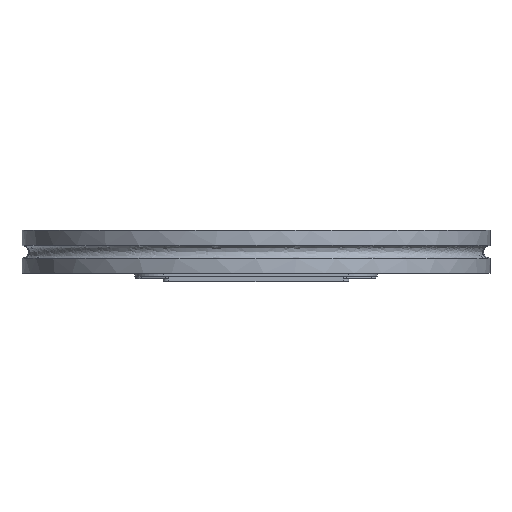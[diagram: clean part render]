
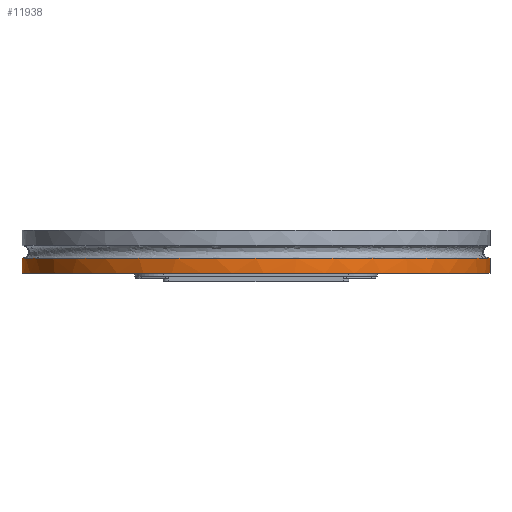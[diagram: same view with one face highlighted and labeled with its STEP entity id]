
A CAD part, front view. The second image highlights one B-rep face of the part: STEP entity #11938.
In plain terms, the highlighted cylindrical face has radius 65.024 mm (diameter 130.048 mm), a partial arc.
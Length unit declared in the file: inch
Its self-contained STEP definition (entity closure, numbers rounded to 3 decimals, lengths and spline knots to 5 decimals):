
#302 = CARTESIAN_POINT ( 'NONE',  ( -2.22165, -1.28295, 0.03 ) ) ;
#378 = CARTESIAN_POINT ( 'NONE',  ( 0.66376, -2.47812, 0.03 ) ) ;
#446 = CARTESIAN_POINT ( 'NONE',  ( 2.56, -0.16755, 0.03 ) ) ;
#1355 = EDGE_LOOP ( 'NONE', ( #14908, #10140, #18669, #6043 ) ) ;
#1511 = DIRECTION ( 'NONE',  ( 0., 0., -1. ) ) ;
#2098 = CARTESIAN_POINT ( 'NONE',  ( -1.92867, -1.69172, 0.03 ) ) ;
#2184 = CARTESIAN_POINT ( 'NONE',  ( 1.13447, -2.30101, 0.03 ) ) ;
#2439 = EDGE_CURVE ( 'NONE', #22171, #9050, #13305, .T. ) ;
#3662 = AXIS2_PLACEMENT_3D ( 'NONE', #10937, #12750, #12600 ) ;
#3842 = CARTESIAN_POINT ( 'NONE',  ( -2.56, 0., 0.03 ) ) ;
#3921 = CARTESIAN_POINT ( 'NONE',  ( -1.56157, -2.03548, 0.03 ) ) ;
#3994 = CARTESIAN_POINT ( 'NONE',  ( 1.56157, -2.03548, 0.03 ) ) ;
#4497 = DIRECTION ( 'NONE',  ( 0., 0., -1. ) ) ;
#4671 = CARTESIAN_POINT ( 'NONE',  ( 2.56, 0., 0.501 ) ) ;
#5087 = AXIS2_PLACEMENT_3D ( 'NONE', #15329, #4497, #17137 ) ;
#5591 = VERTEX_POINT ( 'NONE', #12863 ) ;
#5738 = CARTESIAN_POINT ( 'NONE',  ( -1.13447, -2.30101, 0.03 ) ) ;
#5819 = CARTESIAN_POINT ( 'NONE',  ( 1.92867, -1.69172, 0.03 ) ) ;
#6043 = ORIENTED_EDGE ( 'NONE', *, *, #10777, .T. ) ;
#6259 = EDGE_CURVE ( 'NONE', #5591, #17526, #9418, .T. ) ;
#6355 = CIRCLE ( 'NONE', #5087, 2.56 ) ;
#7587 = CARTESIAN_POINT ( 'NONE',  ( -0.66376, -2.47812, 0.03 ) ) ;
#7662 = CARTESIAN_POINT ( 'NONE',  ( 2.22165, -1.28295, 0.03 ) ) ;
#8805 = CARTESIAN_POINT ( 'NONE',  ( -2.56, 0., 0.03 ) ) ;
#9050 = VERTEX_POINT ( 'NONE', #8805 ) ;
#9241 = CARTESIAN_POINT ( 'NONE',  ( -2.56, -0.16755, 0.03 ) ) ;
#9319 = CARTESIAN_POINT ( 'NONE',  ( -2.47812, -0.66376, 0.03 ) ) ;
#9390 = CARTESIAN_POINT ( 'NONE',  ( -0.16755, -2.56, 0.03 ) ) ;
#9418 = LINE ( 'NONE', #4671, #19046 ) ;
#9460 = CARTESIAN_POINT ( 'NONE',  ( 2.42925, -0.82487, 0.03 ) ) ;
#10055 = CYLINDRICAL_SURFACE ( 'NONE', #3662, 2.56 ) ;
#10140 = ORIENTED_EDGE ( 'NONE', *, *, #16923, .T. ) ;
#10777 = EDGE_CURVE ( 'NONE', #9050, #17526, #12960, .T. ) ;
#10937 = CARTESIAN_POINT ( 'NONE',  ( 0., 0., 0.501 ) ) ;
#11102 = CARTESIAN_POINT ( 'NONE',  ( -2.30101, -1.13447, 0.03 ) ) ;
#11178 = CARTESIAN_POINT ( 'NONE',  ( 0.3351, -2.5435, 0.03 ) ) ;
#11262 = CARTESIAN_POINT ( 'NONE',  ( 2.5435, -0.3351, 0.03 ) ) ;
#11938 = ADVANCED_FACE ( 'NONE', ( #14840 ), #10055, .T. ) ;
#12330 = CARTESIAN_POINT ( 'NONE',  ( -2.56, 0., 0.501 ) ) ;
#12600 = DIRECTION ( 'NONE',  ( -1., 0., 0. ) ) ;
#12750 = DIRECTION ( 'NONE',  ( 0., 0., -1. ) ) ;
#12863 = CARTESIAN_POINT ( 'NONE',  ( 2.56, 0., 0.19519 ) ) ;
#12937 = CARTESIAN_POINT ( 'NONE',  ( -2.03548, -1.56157, 0.03 ) ) ;
#12960 = B_SPLINE_CURVE_WITH_KNOTS ( 'NONE', 3,
 ( #3842, #9241, #20117, #9319, #21874, #11102, #302, #12937, #2098, #14763, #3921, #16577, #5738, #18388, #7587, #20190, #9390, #21950, #11178, #378, #13008, #2184, #14839, #3994, #16645, #5819, #18460, #7662, #20267, #9460, #22021, #11262, #446, #13081 ),
 .UNSPECIFIED., .F., .F.,
 ( 4, 2, 2, 2, 2, 2, 2, 2, 2, 2, 2, 2, 2, 2, 2, 2, 4 ),
 ( 0., 0.0625, 0.125, 0.1875, 0.25, 0.3125, 0.375, 0.4375, 0.5, 0.5625, 0.625, 0.6875, 0.75, 0.8125, 0.875, 0.9375, 1. ),
 .UNSPECIFIED. ) ;
#13008 = CARTESIAN_POINT ( 'NONE',  ( 0.82487, -2.42925, 0.03 ) ) ;
#13081 = CARTESIAN_POINT ( 'NONE',  ( 2.56, 0., 0.03 ) ) ;
#13305 = LINE ( 'NONE', #12330, #18680 ) ;
#14763 = CARTESIAN_POINT ( 'NONE',  ( -1.69172, -1.92867, 0.03 ) ) ;
#14839 = CARTESIAN_POINT ( 'NONE',  ( 1.28295, -2.22165, 0.03 ) ) ;
#14840 = FACE_OUTER_BOUND ( 'NONE', #1355, .T. ) ;
#14908 = ORIENTED_EDGE ( 'NONE', *, *, #6259, .F. ) ;
#15329 = CARTESIAN_POINT ( 'NONE',  ( 0., 0., 0.19519 ) ) ;
#16577 = CARTESIAN_POINT ( 'NONE',  ( -1.28295, -2.22165, 0.03 ) ) ;
#16645 = CARTESIAN_POINT ( 'NONE',  ( 1.69172, -1.92867, 0.03 ) ) ;
#16923 = EDGE_CURVE ( 'NONE', #5591, #22171, #6355, .T. ) ;
#17137 = DIRECTION ( 'NONE',  ( -1., 0., 0. ) ) ;
#17328 = DIRECTION ( 'NONE',  ( 0., 0., -1. ) ) ;
#17356 = CARTESIAN_POINT ( 'NONE',  ( 2.56, 0., 0.03 ) ) ;
#17526 = VERTEX_POINT ( 'NONE', #17356 ) ;
#18388 = CARTESIAN_POINT ( 'NONE',  ( -0.82487, -2.42925, 0.03 ) ) ;
#18460 = CARTESIAN_POINT ( 'NONE',  ( 2.03548, -1.56157, 0.03 ) ) ;
#18669 = ORIENTED_EDGE ( 'NONE', *, *, #2439, .T. ) ;
#18680 = VECTOR ( 'NONE', #1511, 39.37008 ) ;
#19046 = VECTOR ( 'NONE', #17328, 39.37008 ) ;
#20117 = CARTESIAN_POINT ( 'NONE',  ( -2.5435, -0.3351, 0.03 ) ) ;
#20190 = CARTESIAN_POINT ( 'NONE',  ( -0.3351, -2.5435, 0.03 ) ) ;
#20267 = CARTESIAN_POINT ( 'NONE',  ( 2.30101, -1.13447, 0.03 ) ) ;
#21422 = CARTESIAN_POINT ( 'NONE',  ( -2.56, 0., 0.19519 ) ) ;
#21874 = CARTESIAN_POINT ( 'NONE',  ( -2.42925, -0.82487, 0.03 ) ) ;
#21950 = CARTESIAN_POINT ( 'NONE',  ( 0.16755, -2.56, 0.03 ) ) ;
#22021 = CARTESIAN_POINT ( 'NONE',  ( 2.47812, -0.66376, 0.03 ) ) ;
#22171 = VERTEX_POINT ( 'NONE', #21422 ) ;
